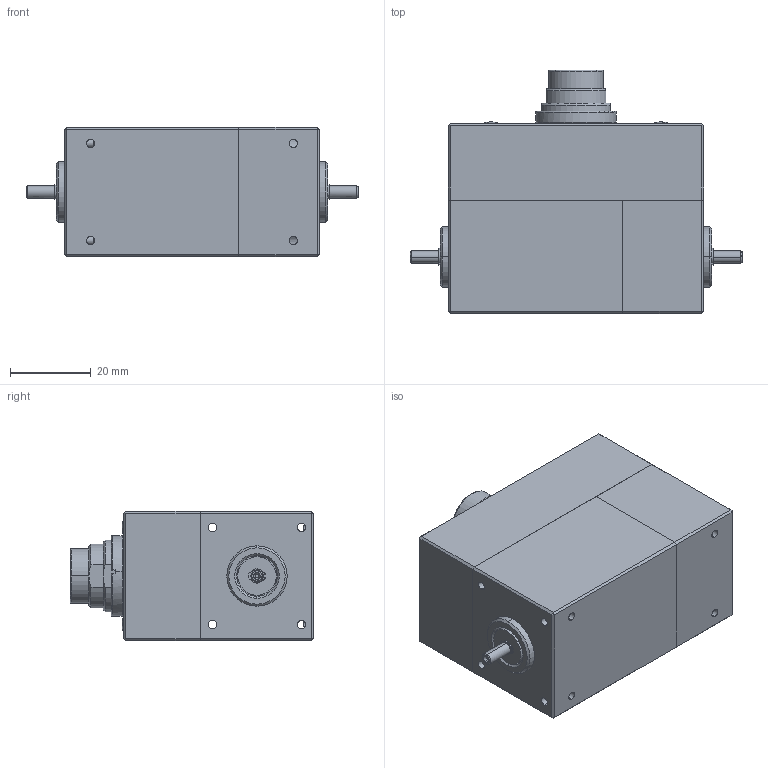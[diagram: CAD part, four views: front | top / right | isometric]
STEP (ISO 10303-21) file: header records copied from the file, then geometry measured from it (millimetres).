
FILE_DESCRIPTION (( 'STEP AP214' ), '1' );
FILE_NAME ('DRVL.STEP', '2017-06-12T08:31:30', ( 'nsi' ), ( '' ), 'SwSTEP 2.0', 'SolidWorks 2017', '' );
FILE_SCHEMA (( 'AUTOMOTIVE_DESIGN' ));
Length unit declared in the file: millimetre
Products named in the file (2): DRVL
Bounding box: 82 x 60.1 x 32 mm (x, y, z)
Surface area: 16501.4 mm2 (no closed solid volume)
Topology: 0 solids, 15 shells, 355 faces, 940 edges, 607 vertices
Faces by surface type: plane 136, cylinder 112, cone 62, torus 35, sphere 10
Entity records: 14870 total; most frequent: CARTESIAN_POINT 2289, DIRECTION 2085, ORIENTED_EDGE 1680, EDGE_CURVE 940, AXIS2_PLACEMENT_3D 840, VERTEX_POINT 607, CIRCLE 483, EDGE_LOOP 409
